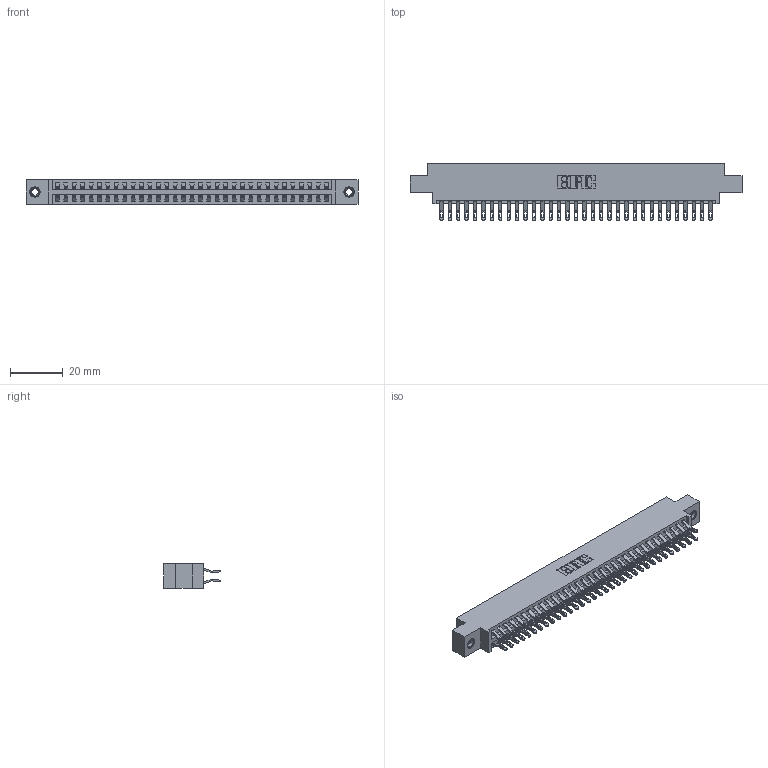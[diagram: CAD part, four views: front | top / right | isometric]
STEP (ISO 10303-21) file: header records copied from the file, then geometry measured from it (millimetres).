
FILE_DESCRIPTION (( 'STEP AP203' ), '1' );
FILE_NAME ('346-066-555-807.STEP', '2022-05-24T17:40:31', ( '' ), ( '' ), 'SwSTEP 2.0', 'SolidWorks 2020', '' );
FILE_SCHEMA (( 'CONFIG_CONTROL_DESIGN' ));
Length unit declared in the file: inch
Products named in the file (4): 345-292-001_555 Tail; 345-250-001_345-250-005-103; 346 Part_0.170 Offset - 0.156 Dia-TI; 346-066-555-807
Assembly tree (69 placements, depth 2):
  346-066-555-807
    346 Part_0.170 Offset - 0.156 Dia-TI
    345-292-001_555 Tail  x66
    345-250-001_345-250-005-103  x2
Bounding box: 125.35 x 21.46 x 9.4 mm (x, y, z)
Volume: 12176.5 mm3; surface area: 17491.7 mm2
Topology: 69 solids, 69 shells, 4014 faces, 12555 edges, 8362 vertices
Faces by surface type: plane 2290, cylinder 1708, cone 12, torus 4
Entity records: 24392 total; most frequent: CARTESIAN_POINT 4053, ORIENTED_EDGE 3950, DIRECTION 3617, EDGE_CURVE 1975, LINE 1671, VECTOR 1671, VERTEX_POINT 1312, AXIS2_PLACEMENT_3D 973
